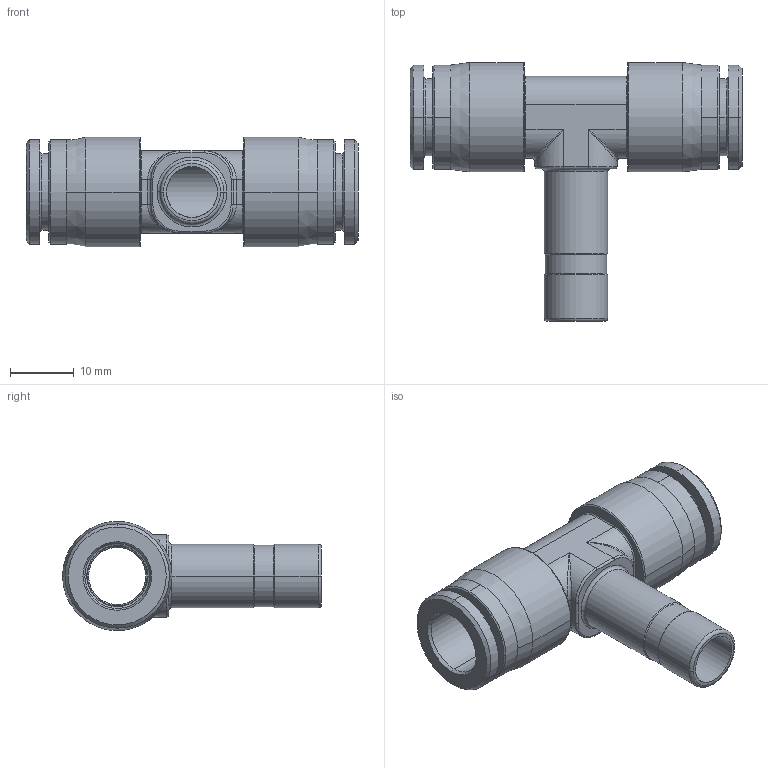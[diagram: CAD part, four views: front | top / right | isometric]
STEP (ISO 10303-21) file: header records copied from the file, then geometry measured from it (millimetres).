
FILE_DESCRIPTION(( 'MXP.44.10.10.stp' ), '1');
FILE_NAME( 'MXP.44.10.10.stp', '2021-02-22T15:46:36',( 'Sopra'),('sopra-pneumatic.com'), 'SwSTEP 2.0','SolidWorks 2009','' );
FILE_SCHEMA(('CONFIG_CONTROL_DESIGN'));
Length unit declared in the file: millimetre
Products named in the file (1): 367043B_912V-10FF-D10
Bounding box: 52.2 x 40.7 x 17.2 mm (x, y, z)
Volume: 6888 mm3; surface area: 6424.6 mm2
Topology: 1 solids, 1 shells, 129 faces, 284 edges, 166 vertices
Faces by surface type: cylinder 54, torus 32, cone 20, plane 19, bspline 4
Entity records: 3937 total; most frequent: CARTESIAN_POINT 960, DIRECTION 693, ORIENTED_EDGE 568, AXIS2_PLACEMENT_3D 295, EDGE_CURVE 284, CIRCLE 170, VERTEX_POINT 166, EDGE_LOOP 142
